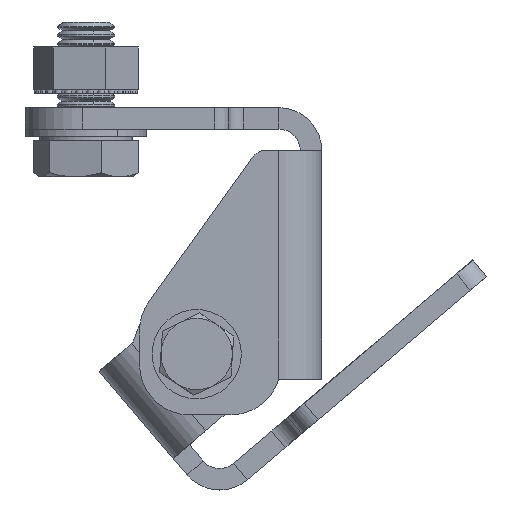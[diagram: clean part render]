
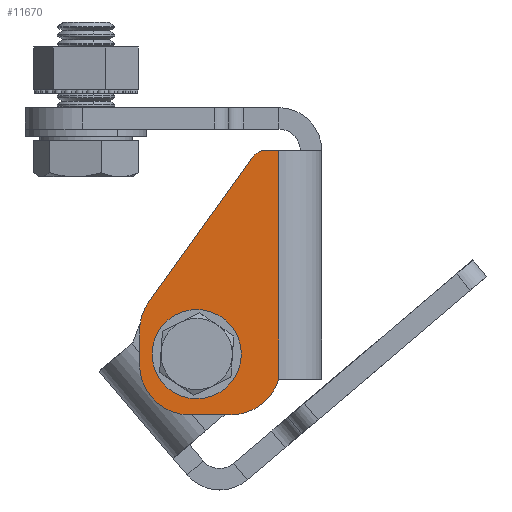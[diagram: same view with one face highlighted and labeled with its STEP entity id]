
A CAD part, left-side view. The second image highlights one B-rep face of the part: STEP entity #11670.
In plain terms, the highlighted face is planar.
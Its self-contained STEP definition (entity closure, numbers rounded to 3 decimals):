
#164 = CIRCLE ( 'NONE', #2467, 2. ) ;
#249 = ORIENTED_EDGE ( 'NONE', *, *, #6845, .T. ) ;
#763 = CARTESIAN_POINT ( 'NONE',  ( 57., 0., 0. ) ) ;
#1151 = DIRECTION ( 'NONE',  ( -1., 0., 0. ) ) ;
#1520 = LINE ( 'NONE', #1608, #7425 ) ;
#1608 = CARTESIAN_POINT ( 'NONE',  ( 57., 3., 3. ) ) ;
#1651 = ORIENTED_EDGE ( 'NONE', *, *, #13046, .T. ) ;
#1680 = ORIENTED_EDGE ( 'NONE', *, *, #11181, .F. ) ;
#1831 = CIRCLE ( 'NONE', #5604, 7. ) ;
#1837 = LINE ( 'NONE', #4562, #15596 ) ;
#1880 = CARTESIAN_POINT ( 'NONE',  ( 57., 22.5, 33. ) ) ;
#1928 = DIRECTION ( 'NONE',  ( 0., -1., 0. ) ) ;
#1948 = DIRECTION ( 'NONE',  ( 0., -1., 0. ) ) ;
#2185 = AXIS2_PLACEMENT_3D ( 'NONE', #13015, #17004, #4543 ) ;
#2392 = VERTEX_POINT ( 'NONE', #9399 ) ;
#2464 = VERTEX_POINT ( 'NONE', #8771 ) ;
#2467 = AXIS2_PLACEMENT_3D ( 'NONE', #16597, #1151, #12248 ) ;
#2769 = CIRCLE ( 'NONE', #10038, 3.2 ) ;
#2854 = VERTEX_POINT ( 'NONE', #4472 ) ;
#3886 = ORIENTED_EDGE ( 'NONE', *, *, #7134, .T. ) ;
#3992 = CARTESIAN_POINT ( 'NONE',  ( 57., 14.5, 34.7 ) ) ;
#4219 = CIRCLE ( 'NONE', #2185, 7. ) ;
#4371 = CIRCLE ( 'NONE', #17725, 7. ) ;
#4472 = CARTESIAN_POINT ( 'NONE',  ( 57., 14.5, 28.3 ) ) ;
#4543 = DIRECTION ( 'NONE',  ( 0., -1., 0. ) ) ;
#4562 = CARTESIAN_POINT ( 'NONE',  ( 57., 0., 3. ) ) ;
#4846 = FACE_BOUND ( 'NONE', #10789, .T. ) ;
#4889 = EDGE_CURVE ( 'NONE', #2854, #15138, #14295, .T. ) ;
#5014 = AXIS2_PLACEMENT_3D ( 'NONE', #8936, #11678, #8846 ) ;
#5033 = VERTEX_POINT ( 'NONE', #13551 ) ;
#5072 = EDGE_CURVE ( 'NONE', #6105, #15187, #11858, .T. ) ;
#5282 = EDGE_CURVE ( 'NONE', #15187, #2464, #1831, .T. ) ;
#5505 = DIRECTION ( 'NONE',  ( 0., -1., 0. ) ) ;
#5515 = CARTESIAN_POINT ( 'NONE',  ( 57., 9.708, 40. ) ) ;
#5604 = AXIS2_PLACEMENT_3D ( 'NONE', #11153, #12431, #5505 ) ;
#5871 = VERTEX_POINT ( 'NONE', #5515 ) ;
#5923 = DIRECTION ( 'NONE',  ( 0., 0., 1. ) ) ;
#6046 = CARTESIAN_POINT ( 'NONE',  ( 57., 4.973, 3. ) ) ;
#6105 = VERTEX_POINT ( 'NONE', #1880 ) ;
#6219 = CARTESIAN_POINT ( 'NONE',  ( 57., 3., 35. ) ) ;
#6316 = DIRECTION ( 'NONE',  ( 0., 1., 0. ) ) ;
#6845 = EDGE_CURVE ( 'NONE', #15138, #2854, #2769, .T. ) ;
#6951 = EDGE_CURVE ( 'NONE', #5033, #7644, #164, .T. ) ;
#7134 = EDGE_CURVE ( 'NONE', #12833, #2392, #1520, .T. ) ;
#7154 = DIRECTION ( 'NONE',  ( 0., 0., -1. ) ) ;
#7372 = ORIENTED_EDGE ( 'NONE', *, *, #5072, .F. ) ;
#7425 = VECTOR ( 'NONE', #7154, 1000. ) ;
#7644 = VERTEX_POINT ( 'NONE', #6046 ) ;
#8277 = CARTESIAN_POINT ( 'NONE',  ( 57., 6., 3. ) ) ;
#8771 = CARTESIAN_POINT ( 'NONE',  ( 57., 21.188, 24.171 ) ) ;
#8846 = DIRECTION ( 'NONE',  ( 0., 0., 1. ) ) ;
#8859 = LINE ( 'NONE', #15939, #16731 ) ;
#8936 = CARTESIAN_POINT ( 'NONE',  ( 57., 14.5, 31.5 ) ) ;
#8946 = EDGE_CURVE ( 'NONE', #5871, #15089, #8859, .T. ) ;
#8969 = CARTESIAN_POINT ( 'NONE',  ( 57., 9.708, 33. ) ) ;
#9283 = EDGE_CURVE ( 'NONE', #7644, #2392, #1837, .T. ) ;
#9284 = CARTESIAN_POINT ( 'NONE',  ( 57., 22.5, 0. ) ) ;
#9399 = CARTESIAN_POINT ( 'NONE',  ( 57., 3., 3. ) ) ;
#9560 = LINE ( 'NONE', #8277, #14555 ) ;
#10038 = AXIS2_PLACEMENT_3D ( 'NONE', #11987, #10451, #5923 ) ;
#10451 = DIRECTION ( 'NONE',  ( -1., 0., 0. ) ) ;
#10749 = ORIENTED_EDGE ( 'NONE', *, *, #9283, .F. ) ;
#10789 = EDGE_LOOP ( 'NONE', ( #249, #12011 ) ) ;
#10913 = CARTESIAN_POINT ( 'NONE',  ( 57., 15.5, 40. ) ) ;
#11153 = CARTESIAN_POINT ( 'NONE',  ( 57., 15.5, 28.251 ) ) ;
#11181 = EDGE_CURVE ( 'NONE', #12833, #5871, #4371, .T. ) ;
#11438 = VECTOR ( 'NONE', #11771, 1000. ) ;
#11670 = ADVANCED_FACE ( 'NONE', ( #4846, #11690 ), #13307, .F. ) ;
#11678 = DIRECTION ( 'NONE',  ( -1., 0., 0. ) ) ;
#11690 = FACE_OUTER_BOUND ( 'NONE', #13413, .T. ) ;
#11771 = DIRECTION ( 'NONE',  ( 0., 0., -1. ) ) ;
#11858 = LINE ( 'NONE', #9284, #11438 ) ;
#11987 = CARTESIAN_POINT ( 'NONE',  ( 57., 14.5, 31.5 ) ) ;
#12011 = ORIENTED_EDGE ( 'NONE', *, *, #4889, .T. ) ;
#12067 = ORIENTED_EDGE ( 'NONE', *, *, #16550, .F. ) ;
#12151 = ORIENTED_EDGE ( 'NONE', *, *, #6951, .F. ) ;
#12248 = DIRECTION ( 'NONE',  ( 0., -1., 0. ) ) ;
#12364 = ORIENTED_EDGE ( 'NONE', *, *, #5282, .F. ) ;
#12431 = DIRECTION ( 'NONE',  ( -1., 0., 0. ) ) ;
#12833 = VERTEX_POINT ( 'NONE', #6219 ) ;
#13015 = CARTESIAN_POINT ( 'NONE',  ( 57., 15.5, 33. ) ) ;
#13046 = EDGE_CURVE ( 'NONE', #5033, #2464, #9560, .T. ) ;
#13069 = DIRECTION ( 'NONE',  ( 0., -1., 0. ) ) ;
#13131 = DIRECTION ( 'NONE',  ( -1., 0., 0. ) ) ;
#13307 = PLANE ( 'NONE',  #13976 ) ;
#13413 = EDGE_LOOP ( 'NONE', ( #1651, #12364, #7372, #12067, #16531, #1680, #3886, #10749, #12151 ) ) ;
#13551 = CARTESIAN_POINT ( 'NONE',  ( 57., 6.598, 3.834 ) ) ;
#13976 = AXIS2_PLACEMENT_3D ( 'NONE', #763, #13131, #1948 ) ;
#14295 = CIRCLE ( 'NONE', #5014, 3.2 ) ;
#14555 = VECTOR ( 'NONE', #15096, 1000. ) ;
#15089 = VERTEX_POINT ( 'NONE', #10913 ) ;
#15096 = DIRECTION ( 'NONE',  ( 0., 0.583, 0.813 ) ) ;
#15138 = VERTEX_POINT ( 'NONE', #3992 ) ;
#15187 = VERTEX_POINT ( 'NONE', #16626 ) ;
#15596 = VECTOR ( 'NONE', #1928, 1000. ) ;
#15939 = CARTESIAN_POINT ( 'NONE',  ( 57., 0., 40. ) ) ;
#16531 = ORIENTED_EDGE ( 'NONE', *, *, #8946, .F. ) ;
#16550 = EDGE_CURVE ( 'NONE', #15089, #6105, #4219, .T. ) ;
#16597 = CARTESIAN_POINT ( 'NONE',  ( 57., 4.973, 5. ) ) ;
#16626 = CARTESIAN_POINT ( 'NONE',  ( 57., 22.5, 28.251 ) ) ;
#16731 = VECTOR ( 'NONE', #6316, 1000. ) ;
#17004 = DIRECTION ( 'NONE',  ( -1., 0., 0. ) ) ;
#17593 = DIRECTION ( 'NONE',  ( -1., 0., 0. ) ) ;
#17725 = AXIS2_PLACEMENT_3D ( 'NONE', #8969, #17593, #13069 ) ;
